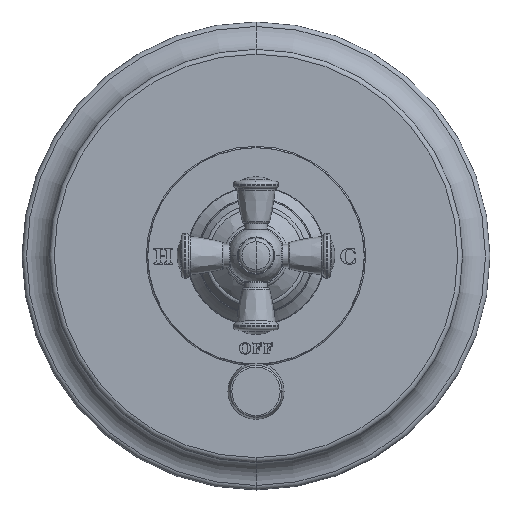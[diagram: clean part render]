
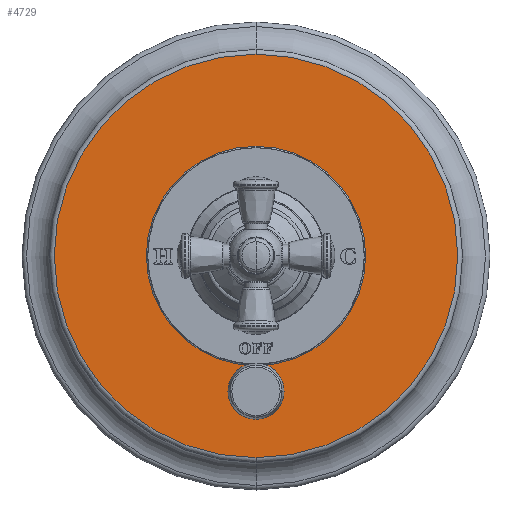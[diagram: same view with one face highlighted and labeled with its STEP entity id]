
A CAD part, top view. The second image highlights one B-rep face of the part: STEP entity #4729.
In plain terms, the highlighted planar face has unit normal (0, 0, 1).
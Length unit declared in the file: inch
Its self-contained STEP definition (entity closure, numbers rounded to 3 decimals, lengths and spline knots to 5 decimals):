
#80=CARTESIAN_POINT('',(0.,0.,0.625));
#81=DIRECTION('',(0.,0.,1.));
#82=DIRECTION('',(0.,1.,0.));
#83=AXIS2_PLACEMENT_3D('',#80,#81,#82);
#85=CARTESIAN_POINT('',(0.,0.,0.625));
#86=DIRECTION('',(0.,0.,-1.));
#87=DIRECTION('',(0.,1.,0.));
#88=AXIS2_PLACEMENT_3D('',#85,#86,#87);
#90=CARTESIAN_POINT('',(0.,-2.17,0.625));
#91=DIRECTION('',(0.,0.,1.));
#92=DIRECTION('',(-1.,0.,0.));
#93=AXIS2_PLACEMENT_3D('',#90,#91,#92);
#95=CARTESIAN_POINT('',(0.,-2.17,0.625));
#96=DIRECTION('',(0.,0.,1.));
#97=DIRECTION('',(1.,0.,0.));
#98=AXIS2_PLACEMENT_3D('',#95,#96,#97);
#100=CARTESIAN_POINT('',(0.,0.,0.625));
#101=DIRECTION('',(0.,0.,1.));
#102=DIRECTION('',(0.,-1.,0.));
#103=AXIS2_PLACEMENT_3D('',#100,#101,#102);
#115=CARTESIAN_POINT('',(0.,0.,0.625));
#116=DIRECTION('',(0.,0.,1.));
#117=DIRECTION('',(0.,1.,0.));
#118=AXIS2_PLACEMENT_3D('',#115,#116,#117);
#3938=CARTESIAN_POINT('',(0.,3.233,0.625));
#3939=VERTEX_POINT('',#3938);
#3946=CARTESIAN_POINT('',(0.,-3.233,0.625));
#3947=VERTEX_POINT('',#3946);
#3948=CARTESIAN_POINT('',(0.,-1.75698,0.625));
#3949=CARTESIAN_POINT('',(0.,1.75698,0.625));
#3950=VERTEX_POINT('',#3948);
#3951=VERTEX_POINT('',#3949);
#4290=CARTESIAN_POINT('',(-0.236,-2.17,0.625));
#4291=CARTESIAN_POINT('',(0.236,-2.17,0.625));
#4292=VERTEX_POINT('',#4290);
#4293=VERTEX_POINT('',#4291);
#4708=CARTESIAN_POINT('',(0.,0.,0.625));
#4709=DIRECTION('',(0.,0.,-1.));
#4710=DIRECTION('',(0.,-1.,0.));
#4711=AXIS2_PLACEMENT_3D('',#4708,#4709,#4710);
#4712=PLANE('',#4711);
#4713=ORIENTED_EDGE('',*,*,#4687,.F.);
#4714=ORIENTED_EDGE('',*,*,#4703,.T.);
#4715=EDGE_LOOP('',(#4713,#4714));
#4716=FACE_OUTER_BOUND('',#4715,.F.);
#4718=ORIENTED_EDGE('',*,*,#4717,.T.);
#4720=ORIENTED_EDGE('',*,*,#4719,.T.);
#4721=EDGE_LOOP('',(#4718,#4720));
#4722=FACE_BOUND('',#4721,.F.);
#4724=ORIENTED_EDGE('',*,*,#4723,.T.);
#4726=ORIENTED_EDGE('',*,*,#4725,.T.);
#4727=EDGE_LOOP('',(#4724,#4726));
#4728=FACE_BOUND('',#4727,.F.);
#4729=ADVANCED_FACE('',(#4716,#4722,#4728),#4712,.F.);
#84=CIRCLE('',#83,3.233);
#89=CIRCLE('',#88,3.233);
#94=CIRCLE('',#93,0.236);
#99=CIRCLE('',#98,0.236);
#104=CIRCLE('',#103,1.75698);
#119=CIRCLE('',#118,1.75698);
#4687=EDGE_CURVE('',#3939,#3947,#84,.T.);
#4703=EDGE_CURVE('',#3939,#3947,#89,.T.);
#4717=EDGE_CURVE('',#3950,#3951,#104,.T.);
#4719=EDGE_CURVE('',#3951,#3950,#119,.T.);
#4723=EDGE_CURVE('',#4292,#4293,#94,.T.);
#4725=EDGE_CURVE('',#4293,#4292,#99,.T.);
